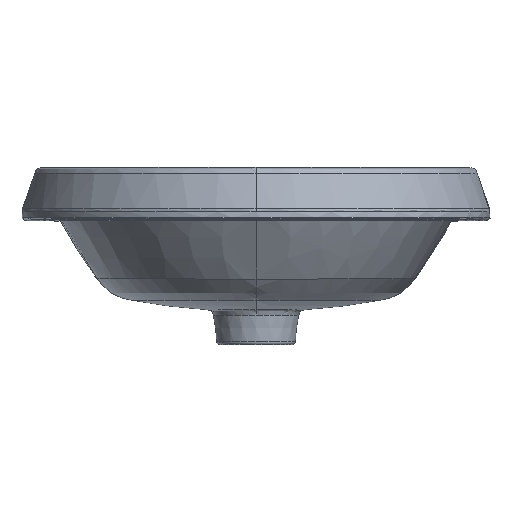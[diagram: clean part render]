
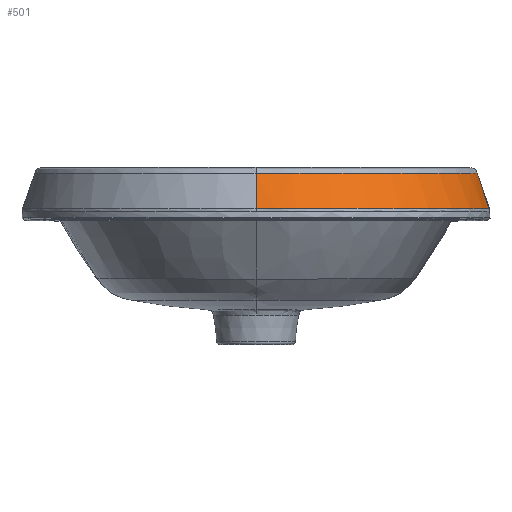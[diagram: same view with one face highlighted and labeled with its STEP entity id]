
A CAD part, top view. The second image highlights one B-rep face of the part: STEP entity #501.
In plain terms, the highlighted free-form (B-spline) face has degree [1, 3] with [2, 14] control points.
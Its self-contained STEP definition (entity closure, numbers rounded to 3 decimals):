
#74=B_SPLINE_SURFACE_WITH_KNOTS('',1,3,((#12269,#12270,#12271,#12272,#12273,
#12274,#12275,#12276,#12277,#12278,#12279,#12280,#12281,#12282),(#12283,
#12284,#12285,#12286,#12287,#12288,#12289,#12290,#12291,#12292,#12293,#12294,
#12295,#12296)),.UNSPECIFIED.,.F.,.F.,.F.,(2,2),(4,1,1,1,1,1,1,1,3,4),(0.,
1.),(0.,0.117,0.234,0.351,0.468,
0.585,0.703,0.82,0.937,
1.),.UNSPECIFIED.);
#258=FACE_OUTER_BOUND('',#780,.T.);
#413=LINE('',#12231,#432);
#414=LINE('',#12268,#433);
#432=VECTOR('',#3316,1.);
#433=VECTOR('',#3317,1.);
#501=ADVANCED_FACE('',(#258),#74,.F.);
#780=EDGE_LOOP('',(#1222,#1223,#1224,#1225));
#1222=ORIENTED_EDGE('',*,*,#2477,.F.);
#1223=ORIENTED_EDGE('',*,*,#2478,.F.);
#1224=ORIENTED_EDGE('',*,*,#2479,.F.);
#1225=ORIENTED_EDGE('',*,*,#2447,.F.);
#2117=VERTEX_POINT('',#10229);
#2118=VERTEX_POINT('',#10260);
#2139=VERTEX_POINT('',#12232);
#2140=VERTEX_POINT('',#12267);
#2447=EDGE_CURVE('',#2117,#2118,#2929,.T.);
#2477=EDGE_CURVE('',#2139,#2117,#413,.T.);
#2478=EDGE_CURVE('',#2140,#2139,#2955,.T.);
#2479=EDGE_CURVE('',#2118,#2140,#414,.T.);
#2929=B_SPLINE_CURVE_WITH_KNOTS('',3,(#10230,#10231,#10232,#10233,#10234,
#10235,#10236,#10237,#10238,#10239,#10240,#10241,#10242,#10243,#10244,#10245,
#10246,#10247,#10248,#10249,#10250,#10251,#10252,#10253,#10254,#10255,#10256,
#10257,#10258,#10259),.UNSPECIFIED.,.F.,.F.,(4,1,1,1,1,1,1,1,1,1,1,1,1,
1,1,1,1,1,1,1,1,1,1,1,1,1,1,4),(0.,0.052,0.094,0.135,
0.188,0.24,0.281,0.313,0.344,0.375,0.406,0.438,0.469,
0.5,0.531,0.563,0.594,0.635,0.677,0.719,
0.745,0.766,0.786,0.813,0.844,0.885,
0.938,1.),.UNSPECIFIED.);
#2955=B_SPLINE_CURVE_WITH_KNOTS('',3,(#12233,#12234,#12235,#12236,#12237,
#12238,#12239,#12240,#12241,#12242,#12243,#12244,#12245,#12246,#12247,#12248,
#12249,#12250,#12251,#12252,#12253,#12254,#12255,#12256,#12257,#12258,#12259,
#12260,#12261,#12262,#12263,#12264,#12265,#12266),.UNSPECIFIED.,.F.,.F.,
(4,1,1,1,1,1,1,1,1,1,1,1,1,1,1,1,1,1,1,1,1,1,1,1,1,1,1,1,1,1,1,4),(0.,0.016,
0.048,0.081,0.114,0.147,
0.18,0.213,0.245,0.278,
0.305,0.327,0.349,0.377,
0.42,0.464,0.508,0.535,
0.557,0.579,0.606,0.639,
0.672,0.705,0.738,0.765,
0.787,0.809,0.836,0.88,
0.934,1.),.UNSPECIFIED.);
#3316=DIRECTION('',(0.308,-0.951,0.026));
#3317=DIRECTION('',(0.,0.951,-0.309));
#10229=CARTESIAN_POINT('',(223.709,-39.494,-0.041));
#10230=CARTESIAN_POINT('',(223.709,-39.494,-0.041));
#10231=CARTESIAN_POINT('',(223.215,-39.494,5.782));
#10232=CARTESIAN_POINT('',(221.924,-39.498,16.189));
#10233=CARTESIAN_POINT('',(218.998,-39.496,31.11));
#10234=CARTESIAN_POINT('',(215.162,-39.492,45.755));
#10235=CARTESIAN_POINT('',(209.99,-39.497,61.058));
#10236=CARTESIAN_POINT('',(203.666,-39.492,75.904));
#10237=CARTESIAN_POINT('',(197.36,-39.495,88.259));
#10238=CARTESIAN_POINT('',(191.515,-39.496,98.322));
#10239=CARTESIAN_POINT('',(185.811,-39.495,107.16));
#10240=CARTESIAN_POINT('',(179.755,-39.493,115.646));
#10241=CARTESIAN_POINT('',(173.334,-39.495,123.818));
#10242=CARTESIAN_POINT('',(166.556,-39.496,131.667));
#10243=CARTESIAN_POINT('',(159.421,-39.495,139.198));
#10244=CARTESIAN_POINT('',(151.924,-39.493,146.411));
#10245=CARTESIAN_POINT('',(144.067,-39.495,153.299));
#10246=CARTESIAN_POINT('',(135.832,-39.496,159.863));
#10247=CARTESIAN_POINT('',(126.432,-39.495,166.661));
#10248=CARTESIAN_POINT('',(115.749,-39.492,173.54));
#10249=CARTESIAN_POINT('',(103.685,-39.497,180.296));
#10250=CARTESIAN_POINT('',(92.768,-39.495,185.555));
#10251=CARTESIAN_POINT('',(83.689,-39.493,189.38));
#10252=CARTESIAN_POINT('',(76.618,-39.494,192.073));
#10253=CARTESIAN_POINT('',(69.43,-39.495,194.555));
#10254=CARTESIAN_POINT('',(61.105,-39.496,197.107));
#10255=CARTESIAN_POINT('',(50.471,-39.494,199.878));
#10256=CARTESIAN_POINT('',(36.915,-39.493,202.639));
#10257=CARTESIAN_POINT('',(19.767,-39.499,204.911));
#10258=CARTESIAN_POINT('',(7.014,-39.494,205.511));
#10259=CARTESIAN_POINT('',(0.,-39.494,205.511));
#10260=CARTESIAN_POINT('',(0.,-39.494,205.511));
#12231=CARTESIAN_POINT('',(216.806,-18.175,-0.626));
#12232=CARTESIAN_POINT('',(212.712,-5.528,-0.973));
#12233=CARTESIAN_POINT('',(0.,-5.528,194.472));
#12234=CARTESIAN_POINT('',(1.652,-5.528,194.472));
#12235=CARTESIAN_POINT('',(6.782,-5.528,194.419));
#12236=CARTESIAN_POINT('',(15.381,-5.53,194.015));
#12237=CARTESIAN_POINT('',(25.803,-5.532,193.017));
#12238=CARTESIAN_POINT('',(36.21,-5.532,191.491));
#12239=CARTESIAN_POINT('',(46.43,-5.532,189.472));
#12240=CARTESIAN_POINT('',(56.502,-5.531,186.967));
#12241=CARTESIAN_POINT('',(66.421,-5.531,183.984));
#12242=CARTESIAN_POINT('',(76.19,-5.531,180.524));
#12243=CARTESIAN_POINT('',(85.276,-5.531,176.799));
#12244=CARTESIAN_POINT('',(93.166,-5.531,173.144));
#12245=CARTESIAN_POINT('',(99.936,-5.531,169.7));
#12246=CARTESIAN_POINT('',(106.552,-5.531,166.056));
#12247=CARTESIAN_POINT('',(114.989,-5.531,160.999));
#12248=CARTESIAN_POINT('',(125.023,-5.531,154.238));
#12249=CARTESIAN_POINT('',(135.954,-5.531,145.799));
#12250=CARTESIAN_POINT('',(145.054,-5.531,137.785));
#12251=CARTESIAN_POINT('',(152.101,-5.531,130.883));
#12252=CARTESIAN_POINT('',(157.327,-5.531,125.371));
#12253=CARTESIAN_POINT('',(162.338,-5.531,119.728));
#12254=CARTESIAN_POINT('',(167.858,-5.531,113.034));
#12255=CARTESIAN_POINT('',(173.747,-5.531,105.204));
#12256=CARTESIAN_POINT('',(179.564,-5.531,96.634));
#12257=CARTESIAN_POINT('',(184.964,-5.531,87.784));
#12258=CARTESIAN_POINT('',(189.667,-5.531,79.161));
#12259=CARTESIAN_POINT('',(193.493,-5.531,71.333));
#12260=CARTESIAN_POINT('',(196.572,-5.531,64.392));
#12261=CARTESIAN_POINT('',(199.404,-5.531,57.402));
#12262=CARTESIAN_POINT('',(202.76,-5.531,48.164));
#12263=CARTESIAN_POINT('',(206.622,-5.532,35.493));
#12264=CARTESIAN_POINT('',(210.437,-5.531,18.637));
#12265=CARTESIAN_POINT('',(212.121,-5.528,5.998));
#12266=CARTESIAN_POINT('',(212.712,-5.528,-0.973));
#12267=CARTESIAN_POINT('',(0.,-5.528,194.473));
#12268=CARTESIAN_POINT('',(0.,-18.175,198.584));
#12269=CARTESIAN_POINT('',(0.,-41.,206.));
#12270=CARTESIAN_POINT('',(13.934,-41.,206.));
#12271=CARTESIAN_POINT('',(41.8,-40.996,203.404));
#12272=CARTESIAN_POINT('',(82.163,-40.999,191.856));
#12273=CARTESIAN_POINT('',(119.696,-40.998,173.051));
#12274=CARTESIAN_POINT('',(153.112,-40.998,147.636));
#12275=CARTESIAN_POINT('',(181.257,-40.998,116.487));
#12276=CARTESIAN_POINT('',(203.164,-40.999,80.675));
#12277=CARTESIAN_POINT('',(218.08,-40.996,41.432));
#12278=CARTESIAN_POINT('',(223.02,-41.,13.884));
#12279=CARTESIAN_POINT('',(224.196,-41.,0.));
#12280=CARTESIAN_POINT('',(224.832,-41.,-7.495));
#12281=CARTESIAN_POINT('',(225.467,-41.,-14.99));
#12282=CARTESIAN_POINT('',(226.102,-41.,-22.485));
#12283=CARTESIAN_POINT('',(0.,4.651,191.167));
#12284=CARTESIAN_POINT('',(13.241,4.651,191.167));
#12285=CARTESIAN_POINT('',(39.047,4.654,188.763));
#12286=CARTESIAN_POINT('',(76.754,4.652,177.974));
#12287=CARTESIAN_POINT('',(111.816,4.653,160.408));
#12288=CARTESIAN_POINT('',(143.032,4.652,136.666));
#12289=CARTESIAN_POINT('',(169.325,4.653,107.567));
#12290=CARTESIAN_POINT('',(189.789,4.652,74.114));
#12291=CARTESIAN_POINT('',(203.724,4.654,37.452));
#12292=CARTESIAN_POINT('',(208.298,4.651,11.942));
#12293=CARTESIAN_POINT('',(209.417,4.651,-1.253));
#12294=CARTESIAN_POINT('',(210.02,4.651,-8.375));
#12295=CARTESIAN_POINT('',(210.624,4.651,-15.498));
#12296=CARTESIAN_POINT('',(211.227,4.651,-22.621));
